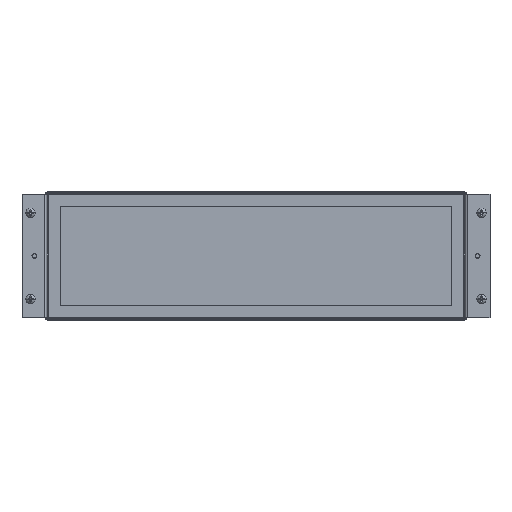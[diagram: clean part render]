
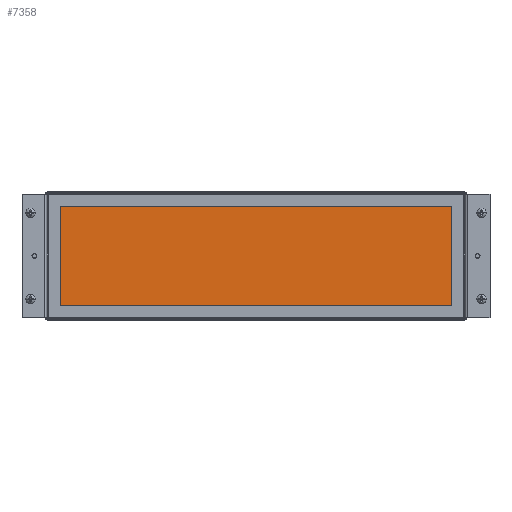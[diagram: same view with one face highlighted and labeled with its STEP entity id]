
A CAD part, top view. The second image highlights one B-rep face of the part: STEP entity #7358.
In plain terms, the highlighted planar face has unit normal (0, 0, 1).
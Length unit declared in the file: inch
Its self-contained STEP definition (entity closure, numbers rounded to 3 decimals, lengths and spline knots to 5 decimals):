
#7055=DIRECTION('',(0.,1.,0.));
#7056=VECTOR('',#7055,4.);
#7057=CARTESIAN_POINT('',(7.9375,-2.,0.19));
#7058=LINE('',#7057,#7056);
#7062=DIRECTION('',(1.,0.,0.));
#7063=VECTOR('',#7062,15.875);
#7064=CARTESIAN_POINT('',(-7.9375,-2.,0.19));
#7065=LINE('',#7064,#7063);
#7069=DIRECTION('',(0.,-1.,0.));
#7070=VECTOR('',#7069,4.);
#7071=CARTESIAN_POINT('',(-7.9375,2.,0.19));
#7072=LINE('',#7071,#7070);
#7076=DIRECTION('',(-1.,0.,0.));
#7077=VECTOR('',#7076,15.875);
#7078=CARTESIAN_POINT('',(7.9375,2.,0.19));
#7079=LINE('',#7078,#7077);
#7155=CARTESIAN_POINT('',(7.9375,-2.,0.19));
#7156=CARTESIAN_POINT('',(7.9375,2.,0.19));
#7157=VERTEX_POINT('',#7155);
#7158=VERTEX_POINT('',#7156);
#7159=CARTESIAN_POINT('',(-7.9375,2.,0.19));
#7160=VERTEX_POINT('',#7159);
#7161=CARTESIAN_POINT('',(-7.9375,-2.,0.19));
#7162=VERTEX_POINT('',#7161);
#7347=CARTESIAN_POINT('',(0.,0.,0.19));
#7348=DIRECTION('',(0.,0.,1.));
#7349=DIRECTION('',(1.,0.,0.));
#7350=AXIS2_PLACEMENT_3D('',#7347,#7348,#7349);
#7351=PLANE('',#7350);
#7352=ORIENTED_EDGE('',*,*,#7299,.F.);
#7353=ORIENTED_EDGE('',*,*,#7314,.F.);
#7354=ORIENTED_EDGE('',*,*,#7328,.F.);
#7355=ORIENTED_EDGE('',*,*,#7341,.F.);
#7356=EDGE_LOOP('',(#7352,#7353,#7354,#7355));
#7357=FACE_OUTER_BOUND('',#7356,.F.);
#7358=ADVANCED_FACE('',(#7357),#7351,.T.);
#7299=EDGE_CURVE('',#7157,#7158,#7058,.T.);
#7314=EDGE_CURVE('',#7162,#7157,#7065,.T.);
#7328=EDGE_CURVE('',#7160,#7162,#7072,.T.);
#7341=EDGE_CURVE('',#7158,#7160,#7079,.T.);
